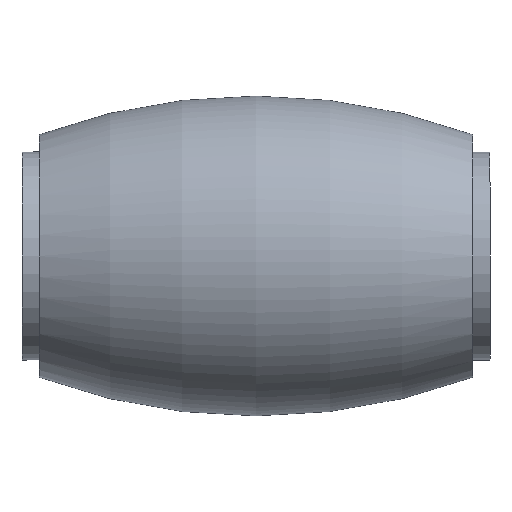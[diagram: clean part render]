
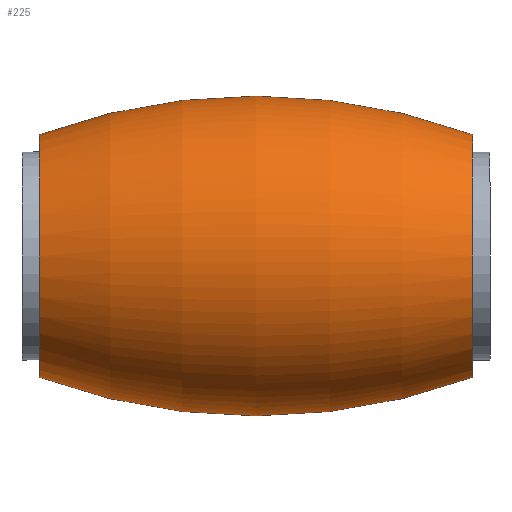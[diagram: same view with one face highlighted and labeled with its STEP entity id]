
A CAD part, left-side view. The second image highlights one B-rep face of the part: STEP entity #225.
In plain terms, the highlighted toroidal (fillet/blend) face has major radius 27.013 mm and minor radius 36.238 mm.
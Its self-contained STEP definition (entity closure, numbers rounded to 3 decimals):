
#12 = DIRECTION ( 'NONE',  ( 0., 0., 1. ) ) ;
#13 = EDGE_CURVE ( 'NONE', #42, #319, #58, .T. ) ;
#14 = DIRECTION ( 'NONE',  ( 1., 0., 0. ) ) ;
#15 = CARTESIAN_POINT ( 'NONE',  ( 0., 12.5, -27.013 ) ) ;
#17 = AXIS2_PLACEMENT_3D ( 'NONE', #207, #300, #12 ) ;
#33 = VERTEX_POINT ( 'NONE', #243 ) ;
#37 = ORIENTED_EDGE ( 'NONE', *, *, #13, .T. ) ;
#42 = VERTEX_POINT ( 'NONE', #94 ) ;
#46 = DIRECTION ( 'NONE',  ( -1., 0., 0. ) ) ;
#48 = DIRECTION ( 'NONE',  ( 0., 1., 0. ) ) ;
#58 = CIRCLE ( 'NONE', #144, 7. ) ;
#67 = AXIS2_PLACEMENT_3D ( 'NONE', #232, #14, #103 ) ;
#68 = CARTESIAN_POINT ( 'NONE',  ( 0., 0., 7. ) ) ;
#73 = FACE_OUTER_BOUND ( 'NONE', #264, .T. ) ;
#79 = CARTESIAN_POINT ( 'NONE',  ( 0., 25., -7. ) ) ;
#94 = CARTESIAN_POINT ( 'NONE',  ( 0., 0., -7. ) ) ;
#103 = DIRECTION ( 'NONE',  ( 0., 0., -1. ) ) ;
#113 = DIRECTION ( 'NONE',  ( 0., 0., 1. ) ) ;
#116 = ORIENTED_EDGE ( 'NONE', *, *, #244, .F. ) ;
#144 = AXIS2_PLACEMENT_3D ( 'NONE', #150, #217, #113 ) ;
#150 = CARTESIAN_POINT ( 'NONE',  ( 0., 0., 0. ) ) ;
#161 = TOROIDAL_SURFACE ( 'NONE', #200, -27.013, 36.238 ) ;
#164 = EDGE_CURVE ( 'NONE', #319, #33, #344, .T. ) ;
#173 = CIRCLE ( 'NONE', #17, 7. ) ;
#178 = DIRECTION ( 'NONE',  ( 0., 0., 1. ) ) ;
#181 = DIRECTION ( 'NONE',  ( 0., 0., 1. ) ) ;
#182 = ORIENTED_EDGE ( 'NONE', *, *, #306, .F. ) ;
#190 = AXIS2_PLACEMENT_3D ( 'NONE', #15, #46, #178 ) ;
#200 = AXIS2_PLACEMENT_3D ( 'NONE', #394, #48, #181 ) ;
#207 = CARTESIAN_POINT ( 'NONE',  ( 0., 25., 0. ) ) ;
#217 = DIRECTION ( 'NONE',  ( 0., 1., 0. ) ) ;
#225 = ADVANCED_FACE ( 'NONE', ( #73 ), #161, .T. ) ;
#232 = CARTESIAN_POINT ( 'NONE',  ( 0., 12.5, 27.013 ) ) ;
#240 = VERTEX_POINT ( 'NONE', #79 ) ;
#243 = CARTESIAN_POINT ( 'NONE',  ( 0., 25., 7. ) ) ;
#244 = EDGE_CURVE ( 'NONE', #240, #33, #173, .T. ) ;
#264 = EDGE_LOOP ( 'NONE', ( #182, #37, #381, #116 ) ) ;
#300 = DIRECTION ( 'NONE',  ( 0., 1., 0. ) ) ;
#306 = EDGE_CURVE ( 'NONE', #42, #240, #400, .T. ) ;
#319 = VERTEX_POINT ( 'NONE', #68 ) ;
#344 = CIRCLE ( 'NONE', #190, 36.238 ) ;
#381 = ORIENTED_EDGE ( 'NONE', *, *, #164, .T. ) ;
#394 = CARTESIAN_POINT ( 'NONE',  ( 0., 12.5, 0. ) ) ;
#400 = CIRCLE ( 'NONE', #67, 36.238 ) ;
